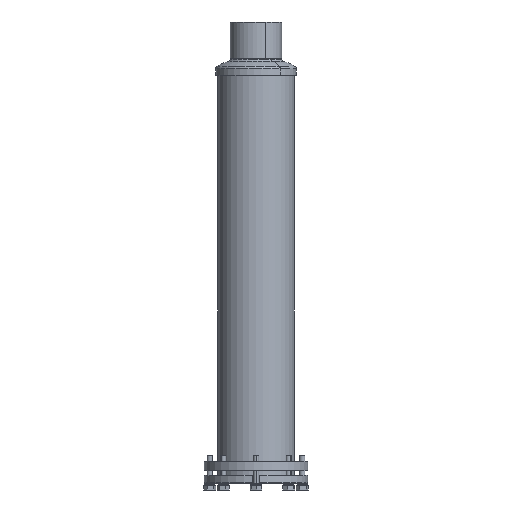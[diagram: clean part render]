
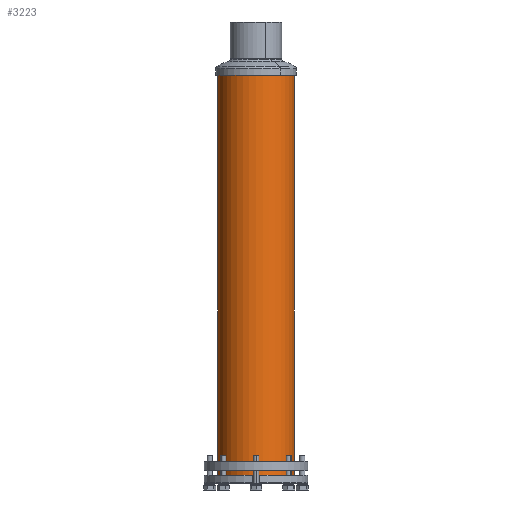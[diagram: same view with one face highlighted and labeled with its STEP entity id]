
A CAD part, front view. The second image highlights one B-rep face of the part: STEP entity #3223.
In plain terms, the highlighted cylindrical face has radius 57 mm (diameter 114 mm), a partial arc.
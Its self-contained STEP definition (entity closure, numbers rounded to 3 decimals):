
#178 = EDGE_LOOP ( 'NONE', ( #4964, #1566, #3410, #7449 ) ) ;
#345 = CARTESIAN_POINT ( 'NONE',  ( -57., 0., 0. ) ) ;
#449 = EDGE_CURVE ( 'NONE', #3534, #6972, #1417, .T. ) ;
#616 = CARTESIAN_POINT ( 'NONE',  ( 0., 0., 605. ) ) ;
#701 = DIRECTION ( 'NONE',  ( 0., 0., -1. ) ) ;
#742 = CARTESIAN_POINT ( 'NONE',  ( 0., 0., 0. ) ) ;
#1019 = VERTEX_POINT ( 'NONE', #4847 ) ;
#1202 = VECTOR ( 'NONE', #8952, 1000. ) ;
#1417 = LINE ( 'NONE', #7032, #1202 ) ;
#1566 = ORIENTED_EDGE ( 'NONE', *, *, #449, .T. ) ;
#2146 = DIRECTION ( 'NONE',  ( 0., 0., 1. ) ) ;
#2316 = EDGE_CURVE ( 'NONE', #1019, #5088, #7273, .T. ) ;
#2746 = DIRECTION ( 'NONE',  ( 1., 0., 0. ) ) ;
#2747 = DIRECTION ( 'NONE',  ( 0., 0., 1. ) ) ;
#3223 = ADVANCED_FACE ( 'NONE', ( #3739 ), #3516, .T. ) ;
#3410 = ORIENTED_EDGE ( 'NONE', *, *, #6259, .T. ) ;
#3516 = CYLINDRICAL_SURFACE ( 'NONE', #8585, 57. ) ;
#3534 = VERTEX_POINT ( 'NONE', #5887 ) ;
#3739 = FACE_OUTER_BOUND ( 'NONE', #178, .T. ) ;
#3994 = AXIS2_PLACEMENT_3D ( 'NONE', #742, #2747, #7518 ) ;
#4847 = CARTESIAN_POINT ( 'NONE',  ( -57., 0., 605. ) ) ;
#4964 = ORIENTED_EDGE ( 'NONE', *, *, #4978, .F. ) ;
#4978 = EDGE_CURVE ( 'NONE', #3534, #1019, #7402, .T. ) ;
#5088 = VERTEX_POINT ( 'NONE', #345 ) ;
#5327 = AXIS2_PLACEMENT_3D ( 'NONE', #616, #2146, #2746 ) ;
#5568 = DIRECTION ( 'NONE',  ( -1., 0., 0. ) ) ;
#5624 = CARTESIAN_POINT ( 'NONE',  ( 0., 0., 605. ) ) ;
#5887 = CARTESIAN_POINT ( 'NONE',  ( 57., 0., 605. ) ) ;
#6259 = EDGE_CURVE ( 'NONE', #6972, #5088, #8918, .T. ) ;
#6381 = DIRECTION ( 'NONE',  ( 0., 0., -1. ) ) ;
#6972 = VERTEX_POINT ( 'NONE', #8612 ) ;
#7032 = CARTESIAN_POINT ( 'NONE',  ( 57., 0., 605. ) ) ;
#7260 = CARTESIAN_POINT ( 'NONE',  ( -57., 0., 605. ) ) ;
#7273 = LINE ( 'NONE', #7260, #8936 ) ;
#7402 = CIRCLE ( 'NONE', #5327, 57. ) ;
#7449 = ORIENTED_EDGE ( 'NONE', *, *, #2316, .F. ) ;
#7518 = DIRECTION ( 'NONE',  ( 1., 0., 0. ) ) ;
#8585 = AXIS2_PLACEMENT_3D ( 'NONE', #5624, #701, #5568 ) ;
#8612 = CARTESIAN_POINT ( 'NONE',  ( 57., 0., 0. ) ) ;
#8918 = CIRCLE ( 'NONE', #3994, 57. ) ;
#8936 = VECTOR ( 'NONE', #6381, 1000. ) ;
#8952 = DIRECTION ( 'NONE',  ( 0., 0., -1. ) ) ;
